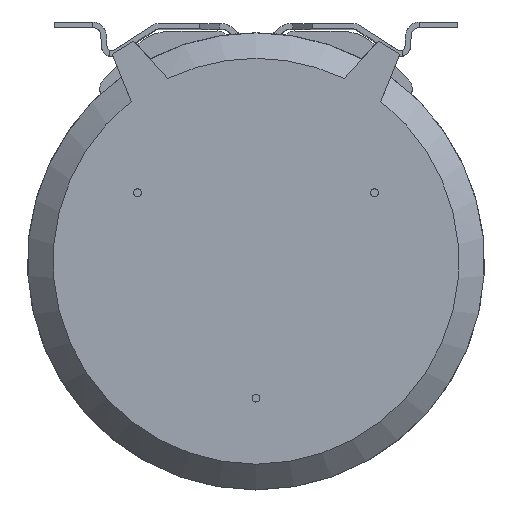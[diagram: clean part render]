
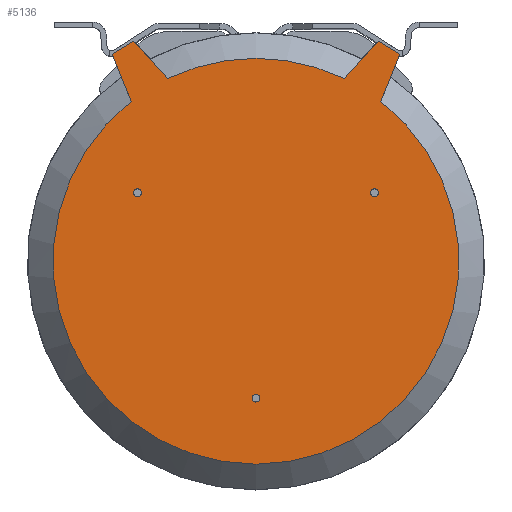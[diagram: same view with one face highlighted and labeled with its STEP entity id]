
A CAD part, top view. The second image highlights one B-rep face of the part: STEP entity #5136.
In plain terms, the highlighted planar face has unit normal (0, 0, 1).
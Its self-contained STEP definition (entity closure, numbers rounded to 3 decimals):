
#64=CARTESIAN_POINT('',(0.,0.,103.04));
#65=DIRECTION('',(0.,0.,-1.));
#66=DIRECTION('',(0.615,0.789,0.));
#67=AXIS2_PLACEMENT_3D('',#64,#65,#66);
#69=CARTESIAN_POINT('',(0.,0.,103.04));
#70=DIRECTION('',(0.,0.,-1.));
#71=DIRECTION('',(0.,-1.,0.));
#72=AXIS2_PLACEMENT_3D('',#69,#70,#71);
#74=DIRECTION('',(-0.375,0.927,0.));
#75=VECTOR('',#74,37.181);
#76=CARTESIAN_POINT('',(-91.158,116.967,103.04));
#77=LINE('',#76,#75);
#78=DIRECTION('',(0.858,0.514,0.));
#79=VECTOR('',#78,18.522);
#80=CARTESIAN_POINT('',(-105.086,151.441,103.04));
#81=LINE('',#80,#79);
#82=DIRECTION('',(0.669,-0.743,0.));
#83=VECTOR('',#82,36.902);
#84=CARTESIAN_POINT('',(-89.193,160.953,103.04));
#85=LINE('',#84,#83);
#86=CARTESIAN_POINT('',(0.,0.,103.04));
#87=DIRECTION('',(0.,0.,-1.));
#88=DIRECTION('',(-0.435,0.9,0.));
#89=AXIS2_PLACEMENT_3D('',#86,#87,#88);
#91=CARTESIAN_POINT('',(0.,0.,103.04));
#92=DIRECTION('',(0.,0.,-1.));
#93=DIRECTION('',(0.,1.,0.));
#94=AXIS2_PLACEMENT_3D('',#91,#92,#93);
#96=DIRECTION('',(0.669,0.743,0.));
#97=VECTOR('',#96,36.902);
#98=CARTESIAN_POINT('',(64.497,133.533,103.04));
#99=LINE('',#98,#97);
#100=DIRECTION('',(0.858,-0.514,0.));
#101=VECTOR('',#100,18.522);
#102=CARTESIAN_POINT('',(89.193,160.953,103.04));
#103=LINE('',#102,#101);
#104=DIRECTION('',(-0.375,-0.927,0.));
#105=VECTOR('',#104,37.181);
#106=CARTESIAN_POINT('',(105.086,151.441,103.04));
#107=LINE('',#106,#105);
#108=CARTESIAN_POINT('',(-86.603,50.,103.04));
#109=DIRECTION('',(0.,0.,1.));
#110=DIRECTION('',(-1.,0.,0.));
#111=AXIS2_PLACEMENT_3D('',#108,#109,#110);
#113=CARTESIAN_POINT('',(-86.603,50.,103.04));
#114=DIRECTION('',(0.,0.,1.));
#115=DIRECTION('',(1.,0.,0.));
#116=AXIS2_PLACEMENT_3D('',#113,#114,#115);
#118=CARTESIAN_POINT('',(86.603,50.,103.04));
#119=DIRECTION('',(0.,0.,1.));
#120=DIRECTION('',(1.,0.,0.));
#121=AXIS2_PLACEMENT_3D('',#118,#119,#120);
#123=CARTESIAN_POINT('',(86.603,50.,103.04));
#124=DIRECTION('',(0.,0.,1.));
#125=DIRECTION('',(-1.,0.,0.));
#126=AXIS2_PLACEMENT_3D('',#123,#124,#125);
#128=CARTESIAN_POINT('',(0.,-100.,103.04));
#129=DIRECTION('',(0.,0.,1.));
#130=DIRECTION('',(-1.,0.,0.));
#131=AXIS2_PLACEMENT_3D('',#128,#129,#130);
#133=CARTESIAN_POINT('',(0.,-100.,103.04));
#134=DIRECTION('',(0.,0.,1.));
#135=DIRECTION('',(1.,0.,0.));
#136=AXIS2_PLACEMENT_3D('',#133,#134,#135);
#142=CARTESIAN_POINT('',(-91.158,116.967,103.04));
#3933=VERTEX_POINT('',#142);
#3934=CARTESIAN_POINT('',(0.,-148.294,103.04));
#3935=VERTEX_POINT('',#3934);
#3936=CARTESIAN_POINT('',(91.158,116.967,103.04));
#3937=VERTEX_POINT('',#3936);
#3938=CARTESIAN_POINT('',(0.,148.294,103.04));
#3939=CARTESIAN_POINT('',(64.497,133.533,103.04));
#3940=VERTEX_POINT('',#3938);
#3941=VERTEX_POINT('',#3939);
#3942=CARTESIAN_POINT('',(-64.497,133.533,103.04));
#3943=VERTEX_POINT('',#3942);
#3981=CARTESIAN_POINT('',(105.086,151.441,103.04));
#3982=VERTEX_POINT('',#3981);
#3987=CARTESIAN_POINT('',(-105.086,151.441,103.04));
#3988=VERTEX_POINT('',#3987);
#3989=CARTESIAN_POINT('',(-89.193,160.953,103.04));
#3990=VERTEX_POINT('',#3989);
#3991=CARTESIAN_POINT('',(89.193,160.953,103.04));
#3992=VERTEX_POINT('',#3991);
#3993=CARTESIAN_POINT('',(-89.479,50.,103.04));
#3994=CARTESIAN_POINT('',(-83.726,50.,103.04));
#3995=VERTEX_POINT('',#3993);
#3996=VERTEX_POINT('',#3994);
#3997=CARTESIAN_POINT('',(89.479,50.,103.04));
#3998=CARTESIAN_POINT('',(83.726,50.,103.04));
#3999=VERTEX_POINT('',#3997);
#4000=VERTEX_POINT('',#3998);
#4001=CARTESIAN_POINT('',(-2.876,-100.,103.04));
#4002=CARTESIAN_POINT('',(2.876,-100.,103.04));
#4003=VERTEX_POINT('',#4001);
#4004=VERTEX_POINT('',#4002);
#5094=CARTESIAN_POINT('',(0.,0.,103.04));
#5095=DIRECTION('',(0.,0.,1.));
#5096=DIRECTION('',(0.,1.,0.));
#5097=AXIS2_PLACEMENT_3D('',#5094,#5095,#5096);
#5098=PLANE('',#5097);
#5099=ORIENTED_EDGE('',*,*,#5020,.T.);
#5100=ORIENTED_EDGE('',*,*,#5018,.T.);
#5102=ORIENTED_EDGE('',*,*,#5101,.T.);
#5104=ORIENTED_EDGE('',*,*,#5103,.T.);
#5106=ORIENTED_EDGE('',*,*,#5105,.T.);
#5108=ORIENTED_EDGE('',*,*,#5107,.T.);
#5110=ORIENTED_EDGE('',*,*,#5109,.T.);
#5112=ORIENTED_EDGE('',*,*,#5111,.T.);
#5114=ORIENTED_EDGE('',*,*,#5113,.T.);
#5115=ORIENTED_EDGE('',*,*,#5082,.T.);
#5116=EDGE_LOOP('',(#5099,#5100,#5102,#5104,#5106,#5108,#5110,#5112,#5114,
#5115));
#5117=FACE_OUTER_BOUND('',#5116,.F.);
#5119=ORIENTED_EDGE('',*,*,#5118,.T.);
#5121=ORIENTED_EDGE('',*,*,#5120,.T.);
#5122=EDGE_LOOP('',(#5119,#5121));
#5123=FACE_BOUND('',#5122,.F.);
#5125=ORIENTED_EDGE('',*,*,#5124,.T.);
#5127=ORIENTED_EDGE('',*,*,#5126,.T.);
#5128=EDGE_LOOP('',(#5125,#5127));
#5129=FACE_BOUND('',#5128,.F.);
#5131=ORIENTED_EDGE('',*,*,#5130,.T.);
#5133=ORIENTED_EDGE('',*,*,#5132,.T.);
#5134=EDGE_LOOP('',(#5131,#5133));
#5135=FACE_BOUND('',#5134,.F.);
#5136=ADVANCED_FACE('',(#5117,#5123,#5129,#5135),#5098,.T.);
#68=CIRCLE('',#67,148.294);
#73=CIRCLE('',#72,148.294);
#90=CIRCLE('',#89,148.294);
#95=CIRCLE('',#94,148.294);
#112=CIRCLE('',#111,2.876);
#117=CIRCLE('',#116,2.876);
#122=CIRCLE('',#121,2.876);
#127=CIRCLE('',#126,2.876);
#132=CIRCLE('',#131,2.876);
#137=CIRCLE('',#136,2.876);
#5018=EDGE_CURVE('',#3935,#3933,#73,.T.);
#5020=EDGE_CURVE('',#3937,#3935,#68,.T.);
#5082=EDGE_CURVE('',#3982,#3937,#107,.T.);
#5101=EDGE_CURVE('',#3933,#3988,#77,.T.);
#5103=EDGE_CURVE('',#3988,#3990,#81,.T.);
#5105=EDGE_CURVE('',#3990,#3943,#85,.T.);
#5107=EDGE_CURVE('',#3943,#3940,#90,.T.);
#5109=EDGE_CURVE('',#3940,#3941,#95,.T.);
#5111=EDGE_CURVE('',#3941,#3992,#99,.T.);
#5113=EDGE_CURVE('',#3992,#3982,#103,.T.);
#5118=EDGE_CURVE('',#3995,#3996,#112,.T.);
#5120=EDGE_CURVE('',#3996,#3995,#117,.T.);
#5124=EDGE_CURVE('',#3999,#4000,#122,.T.);
#5126=EDGE_CURVE('',#4000,#3999,#127,.T.);
#5130=EDGE_CURVE('',#4003,#4004,#132,.T.);
#5132=EDGE_CURVE('',#4004,#4003,#137,.T.);
